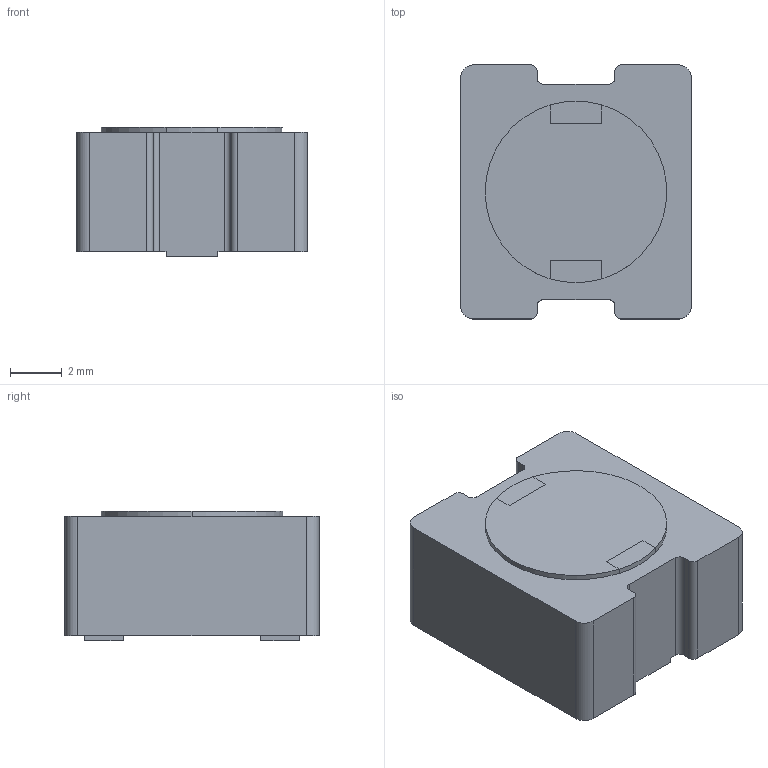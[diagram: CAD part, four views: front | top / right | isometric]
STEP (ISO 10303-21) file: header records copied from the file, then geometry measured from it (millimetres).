
FILE_DESCRIPTION (( 'STEP AP214' ), '1' );
FILE_NAME ('User Library-CDRH104.STEP', '2017-12-03T10:36:00', ( '' ), ( '' ), 'SwSTEP 2.0', 'SolidWorks 2017', '' );
FILE_SCHEMA (( 'AUTOMOTIVE_DESIGN' ));
Length unit declared in the file: millimetre
Products named in the file (1): User Library-CDRH104
Bounding box: 8.9 x 9.8 x 5 mm (x, y, z)
Volume: 388.4 mm3; surface area: 580.6 mm2
Topology: 2 solids, 2 shells, 53 faces, 146 edges, 96 vertices
Faces by surface type: plane 33, cylinder 20
Entity records: 2318 total; most frequent: CARTESIAN_POINT 296, DIRECTION 294, ORIENTED_EDGE 292, EDGE_CURVE 146, LINE 106, VECTOR 106, VERTEX_POINT 96, AXIS2_PLACEMENT_3D 94
